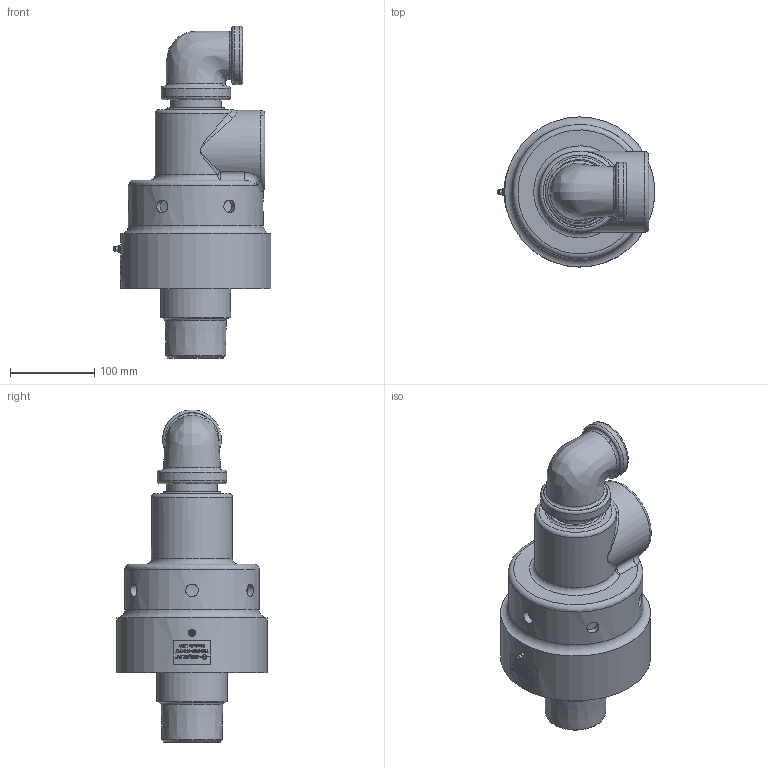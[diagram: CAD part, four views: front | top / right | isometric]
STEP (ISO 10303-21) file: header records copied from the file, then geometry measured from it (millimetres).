
FILE_DESCRIPTION(/* description */ (''),/* implementation_level */ '2;1');
FILE_NAME(/* name */ '755-700-413117-IC.stp',/* time_stamp */ '2020-05-20T11:28:27-05:00',/* author */ ('dyurkovich'),/* organization */ (''),/* preprocessor_version */ 'ST-DEVELOPER v18',/* originating_system */ 'Autodesk Inventor 2020',/* authorisation */ '');
FILE_SCHEMA (('AUTOMOTIVE_DESIGN { 1 0 10303 214 3 1 1 }'));
Products named in the file (1): 755-700-413117-IC
Bounding box: 187.15 x 178.18 x 394.05 mm (x, y, z)
Volume: 4278117.7 mm3; surface area: 220986.6 mm2
Topology: 1 solids, 2 shells, 600 faces, 1568 edges, 1028 vertices
Faces by surface type: bspline 273, plane 193, cylinder 105, torus 14, sphere 8, cone 7
Full cylindrical faces by diameter (mm): 1.5 x1, 15 x6, 60.3 x1, 65.481 x1, 69.85 x1, 82.55 x1, 83.3 x1, 84.96 x1, 151 x1, 159.9 x1, 178.18 x1
Entity records: 78314 total; most frequent: CARTESIAN_POINT 64658, ORIENTED_EDGE 3120, DIRECTION 2173, EDGE_CURVE 1560, VERTEX_POINT 1028, AXIS2_PLACEMENT_3D 781, EDGE_LOOP 666, LINE 611
